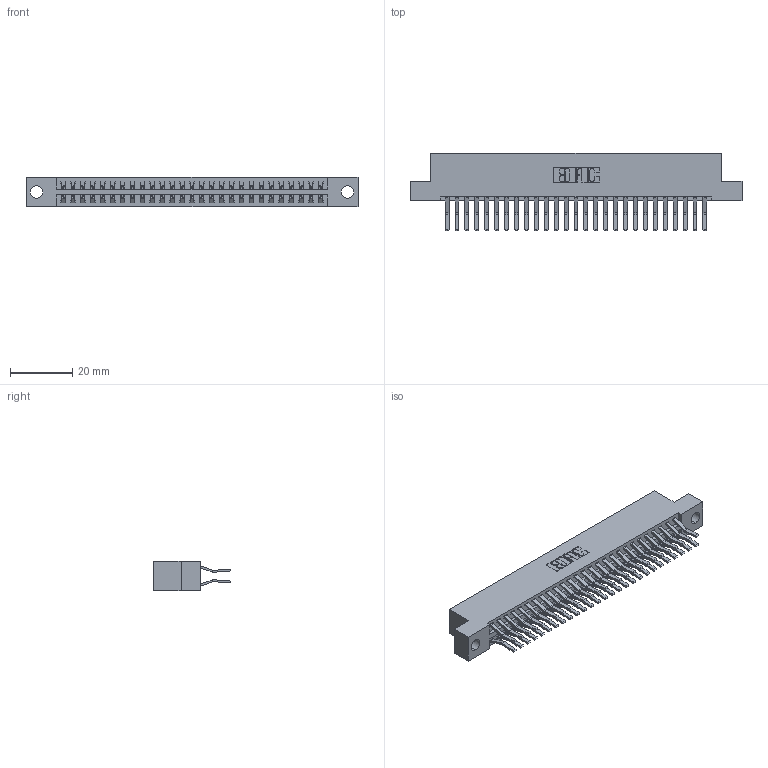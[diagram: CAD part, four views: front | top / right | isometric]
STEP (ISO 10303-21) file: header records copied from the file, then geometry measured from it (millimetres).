
FILE_DESCRIPTION (( 'STEP AP203' ), '1' );
FILE_NAME ('396-054-560-204.STEP', '2019-10-30T14:34:08', ( '' ), ( '' ), 'SwSTEP 2.0', 'SolidWorks 2016', '' );
FILE_SCHEMA (( 'CONFIG_CONTROL_DESIGN' ));
Length unit declared in the file: inch
Products named in the file (3): 396-054-560-204; 346 Part_Flush Mounting Lugs - 0.156 Dia-TH; 345-292-001_560 Tail
Assembly tree (55 placements, depth 2):
  396-054-560-204
    346 Part_Flush Mounting Lugs - 0.156 Dia-TH
    345-292-001_560 Tail  x54
Bounding box: 106.3 x 24.78 x 9.4 mm (x, y, z)
Volume: 10515.1 mm3; surface area: 14975.6 mm2
Topology: 55 solids, 55 shells, 3038 faces, 9023 edges, 5942 vertices
Faces by surface type: plane 1966, cylinder 1072
Entity records: 19731 total; most frequent: CARTESIAN_POINT 3272, ORIENTED_EDGE 3206, DIRECTION 2939, EDGE_CURVE 1603, VECTOR 1359, LINE 1359, VERTEX_POINT 1066, AXIS2_PLACEMENT_3D 790
